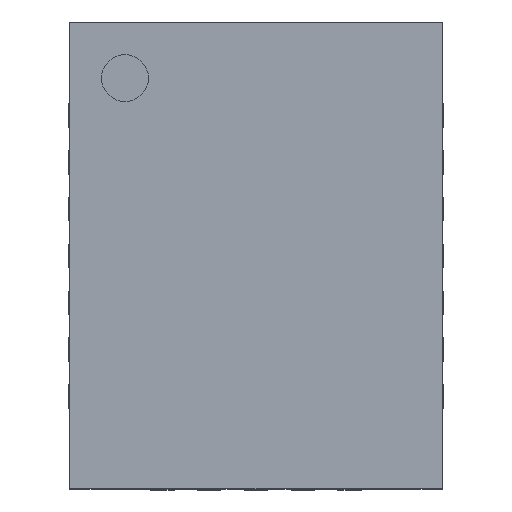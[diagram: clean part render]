
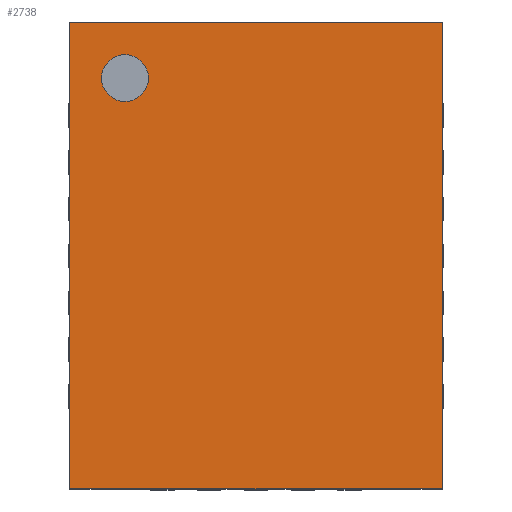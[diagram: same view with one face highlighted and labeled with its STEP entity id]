
A CAD part, top view. The second image highlights one B-rep face of the part: STEP entity #2738.
In plain terms, the highlighted planar face has unit normal (0, 0, 1).
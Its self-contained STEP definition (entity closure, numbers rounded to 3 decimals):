
#12=DIRECTION('',(0.,0.,1.));
#49=DIRECTION('',(0.,0.,-1.));
#150=VECTOR('',#151,1.);
#151=DIRECTION('',(1.,0.,0.));
#157=VECTOR('',#158,1.);
#158=DIRECTION('',(0.,-1.,0.));
#759=ORIENTED_EDGE('',*,*,#760,.F.);
#760=EDGE_CURVE('',#761,#763,#765,.T.);
#761=VERTEX_POINT('',#762);
#762=CARTESIAN_POINT('',(-1.99,2.49,0.77));
#763=VERTEX_POINT('',#764);
#764=CARTESIAN_POINT('',(1.99,2.49,0.77));
#765=LINE('',#762,#150);
#864=ORIENTED_EDGE('',*,*,#865,.T.);
#865=EDGE_CURVE('',#761,#866,#868,.T.);
#866=VERTEX_POINT('',#867);
#867=CARTESIAN_POINT('',(-1.99,-2.49,0.77));
#868=LINE('',#762,#157);
#1575=EDGE_CURVE('',#763,#1576,#1578,.T.);
#1576=VERTEX_POINT('',#1577);
#1577=CARTESIAN_POINT('',(1.99,-2.49,0.77));
#1578=LINE('',#764,#157);
#1954=EDGE_CURVE('',#866,#1576,#1955,.T.);
#1955=LINE('',#867,#150);
#2738=ADVANCED_FACE('',(#2739,#2743),#2752,.T.);
#2739=FACE_BOUND('',#2740,.T.);
#2740=EDGE_LOOP('',(#759,#864,#2741,#2742));
#2741=ORIENTED_EDGE('',*,*,#1954,.T.);
#2742=ORIENTED_EDGE('',*,*,#1575,.F.);
#2743=FACE_BOUND('',#2744,.T.);
#2744=EDGE_LOOP('',(#2745));
#2745=ORIENTED_EDGE('',*,*,#2746,.T.);
#2746=EDGE_CURVE('',#2747,#2747,#2749,.T.);
#2747=VERTEX_POINT('',#2748);
#2748=CARTESIAN_POINT('',(-1.4,1.65,0.77));
#2749=CIRCLE('',#2750,0.25);
#2750=AXIS2_PLACEMENT_3D('',#2751,#49,#158);
#2751=CARTESIAN_POINT('',(-1.4,1.9,0.77));
#2752=PLANE('',#2753);
#2753=AXIS2_PLACEMENT_3D('',#762,#12,#158);
